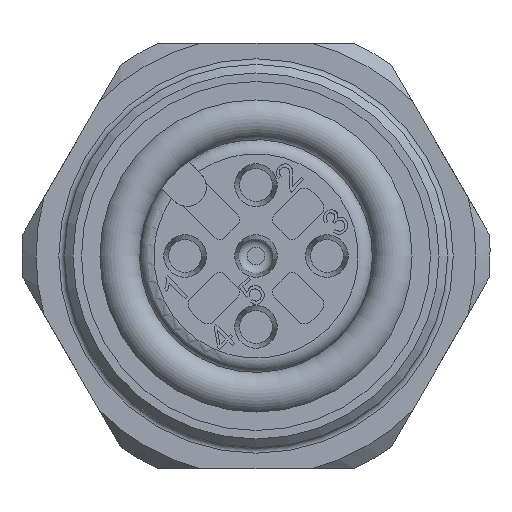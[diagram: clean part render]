
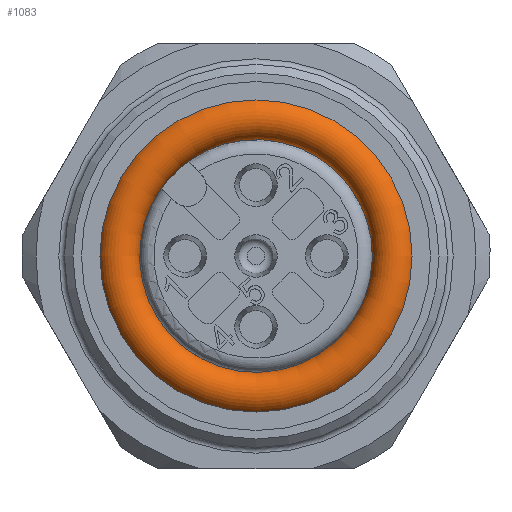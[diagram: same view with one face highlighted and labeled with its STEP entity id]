
A CAD part, left-side view. The second image highlights one B-rep face of the part: STEP entity #1083.
In plain terms, the highlighted toroidal (fillet/blend) face has major radius 4.85 mm and minor radius 0.75 mm.
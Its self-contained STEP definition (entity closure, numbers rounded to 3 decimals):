
#32=VERTEX_LOOP('',#2824);
#524=TOROIDAL_SURFACE('',#3726,4.85,0.75);
#1083=ADVANCED_FACE('',(#1302),#524,.T.);
#1302=FACE_BOUND('',#32,.T.);
#2824=VERTEX_POINT('',#6719);
#3726=AXIS2_PLACEMENT_3D('',#6720,#4529,#4530);
#4529=DIRECTION('',(-1.,0.,0.));
#4530=DIRECTION('',(0.,0.,1.));
#6719=CARTESIAN_POINT('',(8.45,0.,5.6));
#6720=CARTESIAN_POINT('',(8.45,0.,0.));
